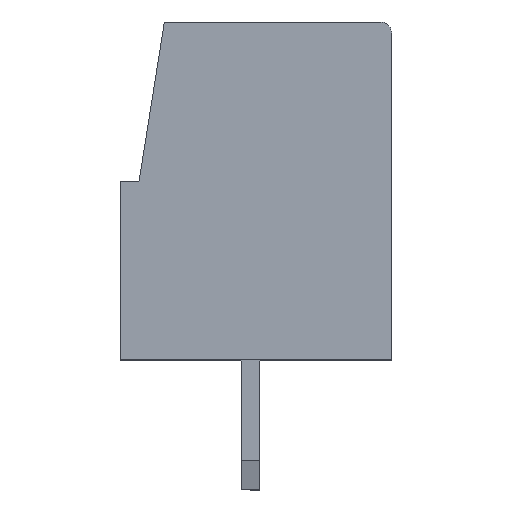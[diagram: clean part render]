
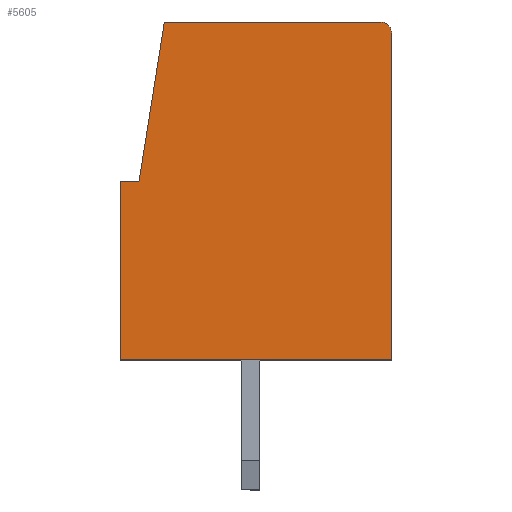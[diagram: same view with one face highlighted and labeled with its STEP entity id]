
A CAD part, left-side view. The second image highlights one B-rep face of the part: STEP entity #5605.
In plain terms, the highlighted planar face has unit normal (-1, 0, 0).
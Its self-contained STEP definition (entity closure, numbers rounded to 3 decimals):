
#94=PLANE('',#6586);
#346=CIRCLE('',#6551,0.3);
#536=ORIENTED_EDGE('',*,*,#2103,.T.);
#537=ORIENTED_EDGE('',*,*,#2034,.F.);
#538=ORIENTED_EDGE('',*,*,#2071,.F.);
#539=ORIENTED_EDGE('',*,*,#2082,.T.);
#540=ORIENTED_EDGE('',*,*,#2085,.T.);
#541=ORIENTED_EDGE('',*,*,#2060,.T.);
#542=ORIENTED_EDGE('',*,*,#2109,.T.);
#2034=EDGE_CURVE('',#2850,#2848,#346,.T.);
#2060=EDGE_CURVE('',#2869,#2870,#3414,.T.);
#2071=EDGE_CURVE('',#2878,#2850,#3424,.T.);
#2082=EDGE_CURVE('',#2878,#2885,#3432,.T.);
#2085=EDGE_CURVE('',#2885,#2869,#3435,.T.);
#2103=EDGE_CURVE('',#2897,#2848,#3451,.T.);
#2109=EDGE_CURVE('',#2870,#2897,#3457,.T.);
#2848=VERTEX_POINT('',#8403);
#2850=VERTEX_POINT('',#8407);
#2869=VERTEX_POINT('',#8462);
#2870=VERTEX_POINT('',#8463);
#2878=VERTEX_POINT('',#8482);
#2885=VERTEX_POINT('',#8506);
#2897=VERTEX_POINT('',#8546);
#3414=LINE('',#8461,#4176);
#3424=LINE('',#8483,#4186);
#3432=LINE('',#8505,#4194);
#3435=LINE('',#8511,#4197);
#3451=LINE('',#8545,#4213);
#3457=LINE('',#8557,#4219);
#4176=VECTOR('',#6964,1000.);
#4186=VECTOR('',#6978,1000.);
#4194=VECTOR('',#7002,1000.);
#4197=VECTOR('',#7007,1000.);
#4213=VECTOR('',#7039,1000.);
#4219=VECTOR('',#7047,1000.);
#4940=EDGE_LOOP('',(#536,#537,#538,#539,#540,#541,#542));
#5262=FACE_BOUND('',#4940,.T.);
#5605=ADVANCED_FACE('',(#5262),#94,.F.);
#6551=AXIS2_PLACEMENT_3D('',#8408,#6919,#6920);
#6586=AXIS2_PLACEMENT_3D('',#8583,#7071,#7072);
#6919=DIRECTION('',(1.,0.,0.));
#6920=DIRECTION('',(0.,-1.,0.));
#6964=DIRECTION('',(0.,0.,-1.));
#6978=DIRECTION('',(0.,-1.,0.));
#7002=DIRECTION('',(0.,0.156,-0.988));
#7007=DIRECTION('',(0.,1.,0.));
#7039=DIRECTION('',(0.,0.,1.));
#7047=DIRECTION('',(0.,-1.,0.));
#7071=DIRECTION('',(1.,0.,0.));
#7072=DIRECTION('',(0.,0.,1.));
#8403=CARTESIAN_POINT('',(-1.75,-7.3,8.8));
#8407=CARTESIAN_POINT('',(-1.75,-7.,9.1));
#8408=CARTESIAN_POINT('',(-1.75,-7.,8.8));
#8461=CARTESIAN_POINT('',(-1.75,0.,0.));
#8462=CARTESIAN_POINT('',(-1.75,0.,4.8));
#8463=CARTESIAN_POINT('',(-1.75,0.,0.));
#8482=CARTESIAN_POINT('',(-1.75,-1.181,9.1));
#8483=CARTESIAN_POINT('',(-1.75,-3.5,9.1));
#8505=CARTESIAN_POINT('',(-1.75,0.26,0.));
#8506=CARTESIAN_POINT('',(-1.75,-0.5,4.8));
#8511=CARTESIAN_POINT('',(-1.75,-3.5,4.8));
#8545=CARTESIAN_POINT('',(-1.75,-7.3,0.));
#8546=CARTESIAN_POINT('',(-1.75,-7.3,0.));
#8557=CARTESIAN_POINT('',(-1.75,-3.5,0.));
#8583=CARTESIAN_POINT('',(-1.75,-11.88,0.));
